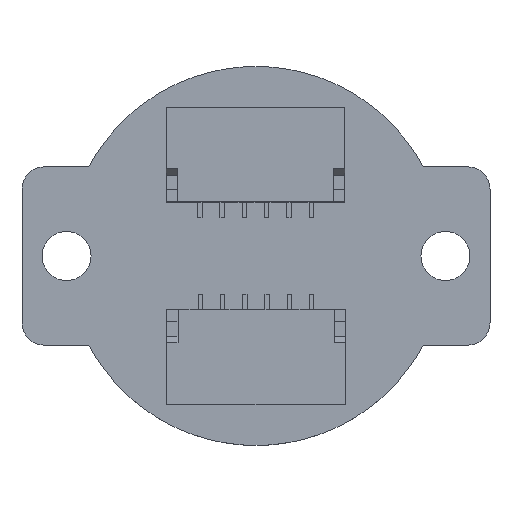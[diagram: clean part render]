
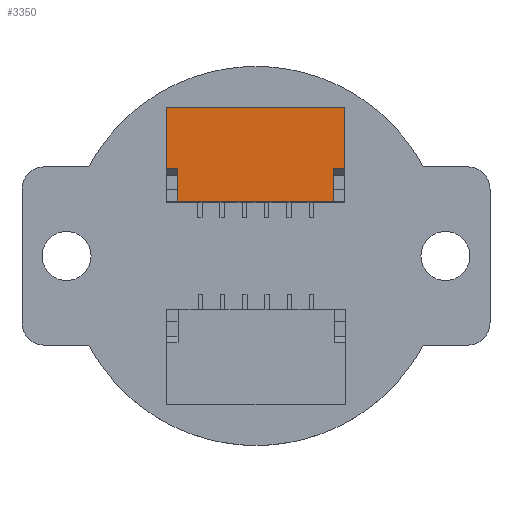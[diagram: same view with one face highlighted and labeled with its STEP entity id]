
A CAD part, top view. The second image highlights one B-rep face of the part: STEP entity #3350.
In plain terms, the highlighted face is planar.
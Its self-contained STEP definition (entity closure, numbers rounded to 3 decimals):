
#1523 = PLANE('',#1524);
#1524 = AXIS2_PLACEMENT_3D('',#1525,#1526,#1527);
#1525 = CARTESIAN_POINT('',(-4.,3.255,3.895));
#1526 = DIRECTION('',(0.,0.,-1.));
#1527 = DIRECTION('',(-1.,0.,0.));
#2538 = VERTEX_POINT('',#2539);
#2539 = CARTESIAN_POINT('',(-4.,3.255,3.895));
#2555 = PLANE('',#2556);
#2556 = AXIS2_PLACEMENT_3D('',#2557,#2558,#2559);
#2557 = CARTESIAN_POINT('',(-4.,3.255,-0.355));
#2558 = DIRECTION('',(1.,0.,0.));
#2559 = DIRECTION('',(0.,0.,-1.));
#2567 = EDGE_CURVE('',#2538,#2568,#2570,.T.);
#2568 = VERTEX_POINT('',#2569);
#2569 = CARTESIAN_POINT('',(4.,3.255,3.895));
#2570 = SURFACE_CURVE('',#2571,(#2575,#2582),.PCURVE_S1.);
#2571 = LINE('',#2572,#2573);
#2572 = CARTESIAN_POINT('',(-4.,3.255,3.895));
#2573 = VECTOR('',#2574,1.);
#2574 = DIRECTION('',(1.,0.,0.));
#2575 = PCURVE('',#1523,#2576);
#2576 = DEFINITIONAL_REPRESENTATION('',(#2577),#2581);
#2577 = LINE('',#2578,#2579);
#2578 = CARTESIAN_POINT('',(0.,0.));
#2579 = VECTOR('',#2580,1.);
#2580 = DIRECTION('',(-1.,0.));
#2581 = ( GEOMETRIC_REPRESENTATION_CONTEXT(2) 
PARAMETRIC_REPRESENTATION_CONTEXT() REPRESENTATION_CONTEXT('2D SPACE',''
  ) );
#2582 = PCURVE('',#2583,#2588);
#2583 = PLANE('',#2584);
#2584 = AXIS2_PLACEMENT_3D('',#2585,#2586,#2587);
#2585 = CARTESIAN_POINT('',(-4.,3.255,-0.355));
#2586 = DIRECTION('',(0.,-1.,0.));
#2587 = DIRECTION('',(1.,0.,0.));
#2588 = DEFINITIONAL_REPRESENTATION('',(#2589),#2593);
#2589 = LINE('',#2590,#2591);
#2590 = CARTESIAN_POINT('',(0.,4.25));
#2591 = VECTOR('',#2592,1.);
#2592 = DIRECTION('',(1.,0.));
#2593 = ( GEOMETRIC_REPRESENTATION_CONTEXT(2) 
PARAMETRIC_REPRESENTATION_CONTEXT() REPRESENTATION_CONTEXT('2D SPACE',''
  ) );
#2611 = PLANE('',#2612);
#2612 = AXIS2_PLACEMENT_3D('',#2613,#2614,#2615);
#2613 = CARTESIAN_POINT('',(4.,3.255,-0.355));
#2614 = DIRECTION('',(-1.,0.,0.));
#2615 = DIRECTION('',(0.,-1.,0.));
#3350 = ADVANCED_FACE('',(#3351),#2583,.F.);
#3351 = FACE_BOUND('',#3352,.F.);
#3352 = EDGE_LOOP('',(#3353,#3383,#3411,#3439,#3467,#3488,#3489,#3512));
#3353 = ORIENTED_EDGE('',*,*,#3354,.F.);
#3354 = EDGE_CURVE('',#3355,#3357,#3359,.T.);
#3355 = VERTEX_POINT('',#3356);
#3356 = CARTESIAN_POINT('',(-3.5,3.255,-0.355));
#3357 = VERTEX_POINT('',#3358);
#3358 = CARTESIAN_POINT('',(-3.5,3.255,1.134));
#3359 = SURFACE_CURVE('',#3360,(#3364,#3371),.PCURVE_S1.);
#3360 = LINE('',#3361,#3362);
#3361 = CARTESIAN_POINT('',(-3.5,3.255,1.134));
#3362 = VECTOR('',#3363,1.);
#3363 = DIRECTION('',(0.,0.,1.));
#3364 = PCURVE('',#2583,#3365);
#3365 = DEFINITIONAL_REPRESENTATION('',(#3366),#3370);
#3366 = LINE('',#3367,#3368);
#3367 = CARTESIAN_POINT('',(0.5,1.489));
#3368 = VECTOR('',#3369,1.);
#3369 = DIRECTION('',(0.,1.));
#3370 = ( GEOMETRIC_REPRESENTATION_CONTEXT(2) 
PARAMETRIC_REPRESENTATION_CONTEXT() REPRESENTATION_CONTEXT('2D SPACE',''
  ) );
#3371 = PCURVE('',#3372,#3377);
#3372 = PLANE('',#3373);
#3373 = AXIS2_PLACEMENT_3D('',#3374,#3375,#3376);
#3374 = CARTESIAN_POINT('',(-3.5,2.755,-0.355));
#3375 = DIRECTION('',(1.,0.,0.));
#3376 = DIRECTION('',(0.,-1.,0.));
#3377 = DEFINITIONAL_REPRESENTATION('',(#3378),#3382);
#3378 = LINE('',#3379,#3380);
#3379 = CARTESIAN_POINT('',(-0.5,-1.489));
#3380 = VECTOR('',#3381,1.);
#3381 = DIRECTION('',(0.,-1.));
#3382 = ( GEOMETRIC_REPRESENTATION_CONTEXT(2) 
PARAMETRIC_REPRESENTATION_CONTEXT() REPRESENTATION_CONTEXT('2D SPACE',''
  ) );
#3383 = ORIENTED_EDGE('',*,*,#3384,.F.);
#3384 = EDGE_CURVE('',#3385,#3355,#3387,.T.);
#3385 = VERTEX_POINT('',#3386);
#3386 = CARTESIAN_POINT('',(3.5,3.255,-0.355));
#3387 = SURFACE_CURVE('',#3388,(#3392,#3399),.PCURVE_S1.);
#3388 = LINE('',#3389,#3390);
#3389 = CARTESIAN_POINT('',(4.,3.255,-0.355));
#3390 = VECTOR('',#3391,1.);
#3391 = DIRECTION('',(-1.,0.,0.));
#3392 = PCURVE('',#2583,#3393);
#3393 = DEFINITIONAL_REPRESENTATION('',(#3394),#3398);
#3394 = LINE('',#3395,#3396);
#3395 = CARTESIAN_POINT('',(8.,0.));
#3396 = VECTOR('',#3397,1.);
#3397 = DIRECTION('',(-1.,0.));
#3398 = ( GEOMETRIC_REPRESENTATION_CONTEXT(2) 
PARAMETRIC_REPRESENTATION_CONTEXT() REPRESENTATION_CONTEXT('2D SPACE',''
  ) );
#3399 = PCURVE('',#3400,#3405);
#3400 = PLANE('',#3401);
#3401 = AXIS2_PLACEMENT_3D('',#3402,#3403,#3404);
#3402 = CARTESIAN_POINT('',(4.,3.255,-0.355));
#3403 = DIRECTION('',(0.,0.,1.));
#3404 = DIRECTION('',(1.,0.,0.));
#3405 = DEFINITIONAL_REPRESENTATION('',(#3406),#3410);
#3406 = LINE('',#3407,#3408);
#3407 = CARTESIAN_POINT('',(0.,0.));
#3408 = VECTOR('',#3409,1.);
#3409 = DIRECTION('',(-1.,0.));
#3410 = ( GEOMETRIC_REPRESENTATION_CONTEXT(2) 
PARAMETRIC_REPRESENTATION_CONTEXT() REPRESENTATION_CONTEXT('2D SPACE',''
  ) );
#3411 = ORIENTED_EDGE('',*,*,#3412,.T.);
#3412 = EDGE_CURVE('',#3385,#3413,#3415,.T.);
#3413 = VERTEX_POINT('',#3414);
#3414 = CARTESIAN_POINT('',(3.5,3.255,1.134));
#3415 = SURFACE_CURVE('',#3416,(#3420,#3427),.PCURVE_S1.);
#3416 = LINE('',#3417,#3418);
#3417 = CARTESIAN_POINT('',(3.5,3.255,0.195));
#3418 = VECTOR('',#3419,1.);
#3419 = DIRECTION('',(0.,0.,1.));
#3420 = PCURVE('',#2583,#3421);
#3421 = DEFINITIONAL_REPRESENTATION('',(#3422),#3426);
#3422 = LINE('',#3423,#3424);
#3423 = CARTESIAN_POINT('',(7.5,0.55));
#3424 = VECTOR('',#3425,1.);
#3425 = DIRECTION('',(0.,1.));
#3426 = ( GEOMETRIC_REPRESENTATION_CONTEXT(2) 
PARAMETRIC_REPRESENTATION_CONTEXT() REPRESENTATION_CONTEXT('2D SPACE',''
  ) );
#3427 = PCURVE('',#3428,#3433);
#3428 = PLANE('',#3429);
#3429 = AXIS2_PLACEMENT_3D('',#3430,#3431,#3432);
#3430 = CARTESIAN_POINT('',(3.5,2.755,-0.355));
#3431 = DIRECTION('',(-1.,0.,0.));
#3432 = DIRECTION('',(0.,-1.,0.));
#3433 = DEFINITIONAL_REPRESENTATION('',(#3434),#3438);
#3434 = LINE('',#3435,#3436);
#3435 = CARTESIAN_POINT('',(-0.5,0.55));
#3436 = VECTOR('',#3437,1.);
#3437 = DIRECTION('',(0.,1.));
#3438 = ( GEOMETRIC_REPRESENTATION_CONTEXT(2) 
PARAMETRIC_REPRESENTATION_CONTEXT() REPRESENTATION_CONTEXT('2D SPACE',''
  ) );
#3439 = ORIENTED_EDGE('',*,*,#3440,.T.);
#3440 = EDGE_CURVE('',#3413,#3441,#3443,.T.);
#3441 = VERTEX_POINT('',#3442);
#3442 = CARTESIAN_POINT('',(4.,3.255,1.134));
#3443 = SURFACE_CURVE('',#3444,(#3448,#3455),.PCURVE_S1.);
#3444 = LINE('',#3445,#3446);
#3445 = CARTESIAN_POINT('',(3.5,3.255,1.134));
#3446 = VECTOR('',#3447,1.);
#3447 = DIRECTION('',(1.,0.,0.));
#3448 = PCURVE('',#2583,#3449);
#3449 = DEFINITIONAL_REPRESENTATION('',(#3450),#3454);
#3450 = LINE('',#3451,#3452);
#3451 = CARTESIAN_POINT('',(7.5,1.489));
#3452 = VECTOR('',#3453,1.);
#3453 = DIRECTION('',(1.,0.));
#3454 = ( GEOMETRIC_REPRESENTATION_CONTEXT(2) 
PARAMETRIC_REPRESENTATION_CONTEXT() REPRESENTATION_CONTEXT('2D SPACE',''
  ) );
#3455 = PCURVE('',#3456,#3461);
#3456 = PLANE('',#3457);
#3457 = AXIS2_PLACEMENT_3D('',#3458,#3459,#3460);
#3458 = CARTESIAN_POINT('',(3.5,2.755,0.845));
#3459 = DIRECTION('',(0.,-0.5,0.866));
#3460 = DIRECTION('',(0.,0.866,0.5));
#3461 = DEFINITIONAL_REPRESENTATION('',(#3462),#3466);
#3462 = LINE('',#3463,#3464);
#3463 = CARTESIAN_POINT('',(0.577,0.));
#3464 = VECTOR('',#3465,1.);
#3465 = DIRECTION('',(0.,-1.));
#3466 = ( GEOMETRIC_REPRESENTATION_CONTEXT(2) 
PARAMETRIC_REPRESENTATION_CONTEXT() REPRESENTATION_CONTEXT('2D SPACE',''
  ) );
#3467 = ORIENTED_EDGE('',*,*,#3468,.F.);
#3468 = EDGE_CURVE('',#2568,#3441,#3469,.T.);
#3469 = SURFACE_CURVE('',#3470,(#3474,#3481),.PCURVE_S1.);
#3470 = LINE('',#3471,#3472);
#3471 = CARTESIAN_POINT('',(4.,3.255,-0.355));
#3472 = VECTOR('',#3473,1.);
#3473 = DIRECTION('',(0.,0.,-1.));
#3474 = PCURVE('',#2583,#3475);
#3475 = DEFINITIONAL_REPRESENTATION('',(#3476),#3480);
#3476 = LINE('',#3477,#3478);
#3477 = CARTESIAN_POINT('',(8.,0.));
#3478 = VECTOR('',#3479,1.);
#3479 = DIRECTION('',(0.,-1.));
#3480 = ( GEOMETRIC_REPRESENTATION_CONTEXT(2) 
PARAMETRIC_REPRESENTATION_CONTEXT() REPRESENTATION_CONTEXT('2D SPACE',''
  ) );
#3481 = PCURVE('',#2611,#3482);
#3482 = DEFINITIONAL_REPRESENTATION('',(#3483),#3487);
#3483 = LINE('',#3484,#3485);
#3484 = CARTESIAN_POINT('',(-0.,0.));
#3485 = VECTOR('',#3486,1.);
#3486 = DIRECTION('',(0.,-1.));
#3487 = ( GEOMETRIC_REPRESENTATION_CONTEXT(2) 
PARAMETRIC_REPRESENTATION_CONTEXT() REPRESENTATION_CONTEXT('2D SPACE',''
  ) );
#3488 = ORIENTED_EDGE('',*,*,#2567,.F.);
#3489 = ORIENTED_EDGE('',*,*,#3490,.F.);
#3490 = EDGE_CURVE('',#3491,#2538,#3493,.T.);
#3491 = VERTEX_POINT('',#3492);
#3492 = CARTESIAN_POINT('',(-4.,3.255,1.134));
#3493 = SURFACE_CURVE('',#3494,(#3498,#3505),.PCURVE_S1.);
#3494 = LINE('',#3495,#3496);
#3495 = CARTESIAN_POINT('',(-4.,3.255,-0.355));
#3496 = VECTOR('',#3497,1.);
#3497 = DIRECTION('',(0.,0.,1.));
#3498 = PCURVE('',#2583,#3499);
#3499 = DEFINITIONAL_REPRESENTATION('',(#3500),#3504);
#3500 = LINE('',#3501,#3502);
#3501 = CARTESIAN_POINT('',(0.,0.));
#3502 = VECTOR('',#3503,1.);
#3503 = DIRECTION('',(0.,1.));
#3504 = ( GEOMETRIC_REPRESENTATION_CONTEXT(2) 
PARAMETRIC_REPRESENTATION_CONTEXT() REPRESENTATION_CONTEXT('2D SPACE',''
  ) );
#3505 = PCURVE('',#2555,#3506);
#3506 = DEFINITIONAL_REPRESENTATION('',(#3507),#3511);
#3507 = LINE('',#3508,#3509);
#3508 = CARTESIAN_POINT('',(0.,0.));
#3509 = VECTOR('',#3510,1.);
#3510 = DIRECTION('',(-1.,0.));
#3511 = ( GEOMETRIC_REPRESENTATION_CONTEXT(2) 
PARAMETRIC_REPRESENTATION_CONTEXT() REPRESENTATION_CONTEXT('2D SPACE',''
  ) );
#3512 = ORIENTED_EDGE('',*,*,#3513,.F.);
#3513 = EDGE_CURVE('',#3357,#3491,#3514,.T.);
#3514 = SURFACE_CURVE('',#3515,(#3519,#3526),.PCURVE_S1.);
#3515 = LINE('',#3516,#3517);
#3516 = CARTESIAN_POINT('',(-3.5,3.255,1.134));
#3517 = VECTOR('',#3518,1.);
#3518 = DIRECTION('',(-1.,0.,0.));
#3519 = PCURVE('',#2583,#3520);
#3520 = DEFINITIONAL_REPRESENTATION('',(#3521),#3525);
#3521 = LINE('',#3522,#3523);
#3522 = CARTESIAN_POINT('',(0.5,1.489));
#3523 = VECTOR('',#3524,1.);
#3524 = DIRECTION('',(-1.,0.));
#3525 = ( GEOMETRIC_REPRESENTATION_CONTEXT(2) 
PARAMETRIC_REPRESENTATION_CONTEXT() REPRESENTATION_CONTEXT('2D SPACE',''
  ) );
#3526 = PCURVE('',#3527,#3532);
#3527 = PLANE('',#3528);
#3528 = AXIS2_PLACEMENT_3D('',#3529,#3530,#3531);
#3529 = CARTESIAN_POINT('',(-3.5,2.755,0.845));
#3530 = DIRECTION('',(0.,0.5,-0.866));
#3531 = DIRECTION('',(0.,-0.866,-0.5));
#3532 = DEFINITIONAL_REPRESENTATION('',(#3533),#3537);
#3533 = LINE('',#3534,#3535);
#3534 = CARTESIAN_POINT('',(-0.577,0.));
#3535 = VECTOR('',#3536,1.);
#3536 = DIRECTION('',(0.,1.));
#3537 = ( GEOMETRIC_REPRESENTATION_CONTEXT(2) 
PARAMETRIC_REPRESENTATION_CONTEXT() REPRESENTATION_CONTEXT('2D SPACE',''
  ) );
